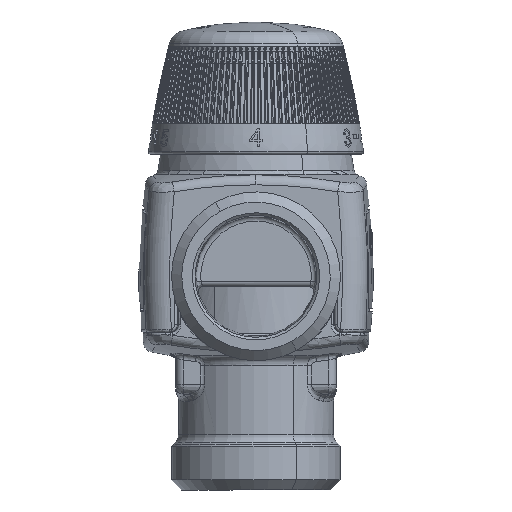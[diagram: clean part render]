
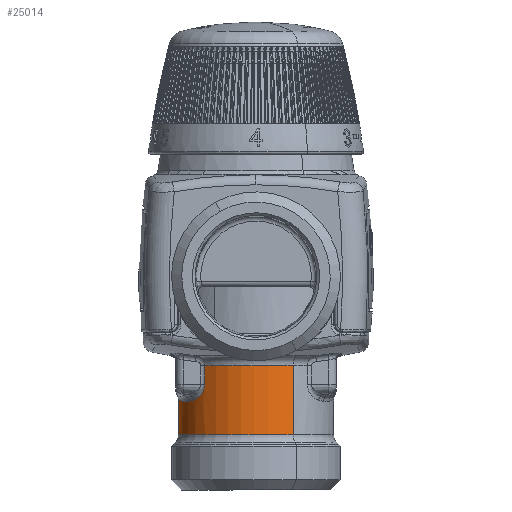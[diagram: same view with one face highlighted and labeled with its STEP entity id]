
A CAD part, front view. The second image highlights one B-rep face of the part: STEP entity #25014.
In plain terms, the highlighted cylindrical face has radius 15.25 mm (diameter 30.5 mm), a partial arc.
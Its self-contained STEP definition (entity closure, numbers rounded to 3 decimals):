
#23180=CARTESIAN_POINT('Vertex',(-10.097,-11.428,-17.531)) ;
#23183=CARTESIAN_POINT('Axis2P3D Location',(0.,0.,-17.531)) ;
#23187=CARTESIAN_POINT('Vertex',(7.311,-13.383,-17.531)) ;
#23688=CARTESIAN_POINT('Vertex',(-7.311,13.383,-17.531)) ;
#23710=CARTESIAN_POINT('Vertex',(-10.097,11.428,-17.531)) ;
#23713=CARTESIAN_POINT('Axis2P3D Location',(0.,0.,-17.531)) ;
#24894=CARTESIAN_POINT('Axis2P3D Location',(0.,0.,-6.5)) ;
#24899=CARTESIAN_POINT('Line Origine',(-7.311,13.383,-22.75)) ;
#24903=CARTESIAN_POINT('Vertex',(-7.311,13.383,-31.172)) ;
#24906=CARTESIAN_POINT('Axis2P3D Location',(0.,0.,-31.172)) ;
#24910=CARTESIAN_POINT('Vertex',(7.311,-13.383,-31.172)) ;
#24913=CARTESIAN_POINT('Line Origine',(7.311,-13.383,-22.75)) ;
#24918=CARTESIAN_POINT('Line Origine',(-10.097,-11.428,-22.75)) ;
#24922=CARTESIAN_POINT('Vertex',(-10.097,-11.428,-21.255)) ;
#24926=CARTESIAN_POINT('Control Point',(-12.338,-8.963,-24.344)) ;
#24927=CARTESIAN_POINT('Control Point',(-12.131,-9.248,-24.291)) ;
#24928=CARTESIAN_POINT('Control Point',(-11.921,-9.52,-24.204)) ;
#24929=CARTESIAN_POINT('Control Point',(-11.71,-9.778,-24.085)) ;
#24930=CARTESIAN_POINT('Control Point',(-11.376,-10.164,-23.849)) ;
#24931=CARTESIAN_POINT('Control Point',(-11.052,-10.511,-23.531)) ;
#24932=CARTESIAN_POINT('Control Point',(-10.935,-10.632,-23.403)) ;
#24933=CARTESIAN_POINT('Control Point',(-10.731,-10.838,-23.152)) ;
#24934=CARTESIAN_POINT('Control Point',(-10.541,-11.021,-22.853)) ;
#24935=CARTESIAN_POINT('Control Point',(-10.462,-11.096,-22.712)) ;
#24936=CARTESIAN_POINT('Control Point',(-10.299,-11.248,-22.377)) ;
#24937=CARTESIAN_POINT('Control Point',(-10.175,-11.36,-21.983)) ;
#24938=CARTESIAN_POINT('Control Point',(-10.123,-11.406,-21.749)) ;
#24939=CARTESIAN_POINT('Control Point',(-10.097,-11.428,-21.502)) ;
#24940=CARTESIAN_POINT('Control Point',(-10.097,-11.428,-21.255)) ;
#24941=CARTESIAN_POINT('Vertex',(-12.338,-8.963,-24.344)) ;
#24945=CARTESIAN_POINT('Control Point',(-12.338,-8.963,-24.344)) ;
#24946=CARTESIAN_POINT('Control Point',(-12.677,-8.496,-24.431)) ;
#24947=CARTESIAN_POINT('Control Point',(-12.991,-8.009,-24.516)) ;
#24948=CARTESIAN_POINT('Control Point',(-13.276,-7.504,-24.594)) ;
#24949=CARTESIAN_POINT('Vertex',(-13.276,-7.504,-24.594)) ;
#24953=CARTESIAN_POINT('Control Point',(-13.276,-7.504,-24.594)) ;
#24954=CARTESIAN_POINT('Control Point',(-13.644,-6.852,-24.696)) ;
#24955=CARTESIAN_POINT('Control Point',(-13.975,-6.175,-24.717)) ;
#24956=CARTESIAN_POINT('Control Point',(-14.259,-5.484,-24.683)) ;
#24957=CARTESIAN_POINT('Control Point',(-14.754,-4.039,-24.535)) ;
#24958=CARTESIAN_POINT('Control Point',(-15.061,-2.572,-24.31)) ;
#24959=CARTESIAN_POINT('Control Point',(-15.171,-1.81,-24.194)) ;
#24960=CARTESIAN_POINT('Control Point',(-15.293,-0.309,-24.055)) ;
#24961=CARTESIAN_POINT('Control Point',(-15.23,1.195,-24.127)) ;
#24962=CARTESIAN_POINT('Control Point',(-15.154,1.928,-24.219)) ;
#24963=CARTESIAN_POINT('Control Point',(-14.896,3.508,-24.452)) ;
#24964=CARTESIAN_POINT('Control Point',(-14.423,5.069,-24.657)) ;
#24965=CARTESIAN_POINT('Control Point',(-14.105,5.903,-24.723)) ;
#24966=CARTESIAN_POINT('Control Point',(-13.718,6.722,-24.717)) ;
#24967=CARTESIAN_POINT('Control Point',(-13.276,7.504,-24.594)) ;
#24968=CARTESIAN_POINT('Vertex',(-13.276,7.504,-24.594)) ;
#24972=CARTESIAN_POINT('Control Point',(-12.338,8.963,-24.344)) ;
#24973=CARTESIAN_POINT('Control Point',(-12.677,8.496,-24.431)) ;
#24974=CARTESIAN_POINT('Control Point',(-12.991,8.009,-24.516)) ;
#24975=CARTESIAN_POINT('Control Point',(-13.276,7.504,-24.594)) ;
#24976=CARTESIAN_POINT('Vertex',(-12.338,8.963,-24.344)) ;
#24980=CARTESIAN_POINT('Control Point',(-12.338,8.963,-24.344)) ;
#24981=CARTESIAN_POINT('Control Point',(-12.083,9.314,-24.279)) ;
#24982=CARTESIAN_POINT('Control Point',(-11.822,9.646,-24.161)) ;
#24983=CARTESIAN_POINT('Control Point',(-11.561,9.957,-23.996)) ;
#24984=CARTESIAN_POINT('Control Point',(-11.139,10.426,-23.656)) ;
#24985=CARTESIAN_POINT('Control Point',(-10.743,10.826,-23.172)) ;
#24986=CARTESIAN_POINT('Control Point',(-10.598,10.968,-22.964)) ;
#24987=CARTESIAN_POINT('Control Point',(-10.359,11.194,-22.548)) ;
#24988=CARTESIAN_POINT('Control Point',(-10.185,11.351,-22.026)) ;
#24989=CARTESIAN_POINT('Control Point',(-10.126,11.403,-21.78)) ;
#24990=CARTESIAN_POINT('Control Point',(-10.097,11.428,-21.517)) ;
#24991=CARTESIAN_POINT('Control Point',(-10.097,11.428,-21.255)) ;
#24992=CARTESIAN_POINT('Vertex',(-10.097,11.428,-21.255)) ;
#24995=CARTESIAN_POINT('Line Origine',(-10.097,11.428,-22.75)) ;
#23184=DIRECTION('Axis2P3D Direction',(0.,-0.,1.)) ;
#23714=DIRECTION('Axis2P3D Direction',(0.,-0.,1.)) ;
#24895=DIRECTION('Axis2P3D Direction',(0.,0.,1.)) ;
#24896=DIRECTION('Axis2P3D XDirection',(-0.479,0.878,0.)) ;
#24900=DIRECTION('Vector Direction',(0.,0.,1.)) ;
#24907=DIRECTION('Axis2P3D Direction',(0.,0.,1.)) ;
#24914=DIRECTION('Vector Direction',(0.,0.,1.)) ;
#24919=DIRECTION('Vector Direction',(0.,0.,1.)) ;
#24996=DIRECTION('Vector Direction',(0.,0.,1.)) ;
#23185=AXIS2_PLACEMENT_3D('Circle Axis2P3D',#23183,#23184,$) ;
#23715=AXIS2_PLACEMENT_3D('Circle Axis2P3D',#23713,#23714,$) ;
#24897=AXIS2_PLACEMENT_3D('Cylinder Axis2P3D',#24894,#24895,#24896) ;
#24908=AXIS2_PLACEMENT_3D('Circle Axis2P3D',#24906,#24907,$) ;
#25001=ORIENTED_EDGE('',*,*,#23717,.T.) ;
#25002=ORIENTED_EDGE('',*,*,#24905,.T.) ;
#25003=ORIENTED_EDGE('',*,*,#24912,.F.) ;
#25004=ORIENTED_EDGE('',*,*,#24917,.F.) ;
#25005=ORIENTED_EDGE('',*,*,#23189,.T.) ;
#25006=ORIENTED_EDGE('',*,*,#24924,.T.) ;
#25007=ORIENTED_EDGE('',*,*,#24943,.T.) ;
#25008=ORIENTED_EDGE('',*,*,#24951,.T.) ;
#25009=ORIENTED_EDGE('',*,*,#24970,.T.) ;
#25010=ORIENTED_EDGE('',*,*,#24978,.T.) ;
#25011=ORIENTED_EDGE('',*,*,#24994,.T.) ;
#25012=ORIENTED_EDGE('',*,*,#24999,.T.) ;
#24901=VECTOR('Line Direction',#24900,1.) ;
#24915=VECTOR('Line Direction',#24914,1.) ;
#24920=VECTOR('Line Direction',#24919,1.) ;
#24997=VECTOR('Line Direction',#24996,1.) ;
#25014=ADVANCED_FACE('PartBody',(#25013),#24898,.T.) ;
#24925=B_SPLINE_CURVE_WITH_KNOTS('',5,(#24926,#24927,#24928,#24929,#24930,#24931,#24932,#24933,#24934,#24935,#24936,#24937,#24938,#24939,#24940),.UNSPECIFIED.,.F.,.U.,(6,3,3,3,6),(10.704,13.207,14.653,15.787,17.141),.UNSPECIFIED.) ;
#24944=B_SPLINE_CURVE_WITH_KNOTS('',3,(#24945,#24946,#24947,#24948),.UNSPECIFIED.,.F.,.U.,(4,4),(46.621,49.174),.UNSPECIFIED.) ;
#24952=B_SPLINE_CURVE_WITH_KNOTS('',5,(#24953,#24954,#24955,#24956,#24957,#24958,#24959,#24960,#24961,#24962,#24963,#24964,#24965,#24966,#24967),.UNSPECIFIED.,.F.,.U.,(6,3,3,3,6),(10.226,15.401,20.954,26.27,32.478),.UNSPECIFIED.) ;
#24971=B_SPLINE_CURVE_WITH_KNOTS('',3,(#24972,#24973,#24974,#24975),.UNSPECIFIED.,.F.,.U.,(4,4),(9.964,12.518),.UNSPECIFIED.) ;
#24979=B_SPLINE_CURVE_WITH_KNOTS('',5,(#24980,#24981,#24982,#24983,#24984,#24985,#24986,#24987,#24988,#24989,#24990,#24991),.UNSPECIFIED.,.F.,.U.,(6,3,3,6),(10.704,13.793,15.703,17.141),.UNSPECIFIED.) ;
#23186=CIRCLE('generated circle',#23185,15.25) ;
#23716=CIRCLE('generated circle',#23715,15.25) ;
#24909=CIRCLE('generated circle',#24908,15.25) ;
#24898=CYLINDRICAL_SURFACE('generated cylinder',#24897,15.25) ;
#23189=EDGE_CURVE('',#23188,#23181,#23186,.F.) ;
#23717=EDGE_CURVE('',#23711,#23689,#23716,.F.) ;
#24905=EDGE_CURVE('',#23689,#24904,#24902,.F.) ;
#24912=EDGE_CURVE('',#24911,#24904,#24909,.F.) ;
#24917=EDGE_CURVE('',#23188,#24911,#24916,.F.) ;
#24924=EDGE_CURVE('',#23181,#24923,#24921,.F.) ;
#24943=EDGE_CURVE('',#24923,#24942,#24925,.F.) ;
#24951=EDGE_CURVE('',#24942,#24950,#24944,.T.) ;
#24970=EDGE_CURVE('',#24950,#24969,#24952,.T.) ;
#24978=EDGE_CURVE('',#24969,#24977,#24971,.F.) ;
#24994=EDGE_CURVE('',#24977,#24993,#24979,.T.) ;
#24999=EDGE_CURVE('',#24993,#23711,#24998,.T.) ;
#25000=EDGE_LOOP('',(#25001,#25002,#25003,#25004,#25005,#25006,#25007,#25008,#25009,#25010,#25011,#25012)) ;
#25013=FACE_OUTER_BOUND('',#25000,.T.) ;
#24902=LINE('Line',#24899,#24901) ;
#24916=LINE('Line',#24913,#24915) ;
#24921=LINE('Line',#24918,#24920) ;
#24998=LINE('Line',#24995,#24997) ;
#23181=VERTEX_POINT('',#23180) ;
#23188=VERTEX_POINT('',#23187) ;
#23689=VERTEX_POINT('',#23688) ;
#23711=VERTEX_POINT('',#23710) ;
#24904=VERTEX_POINT('',#24903) ;
#24911=VERTEX_POINT('',#24910) ;
#24923=VERTEX_POINT('',#24922) ;
#24942=VERTEX_POINT('',#24941) ;
#24950=VERTEX_POINT('',#24949) ;
#24969=VERTEX_POINT('',#24968) ;
#24977=VERTEX_POINT('',#24976) ;
#24993=VERTEX_POINT('',#24992) ;
